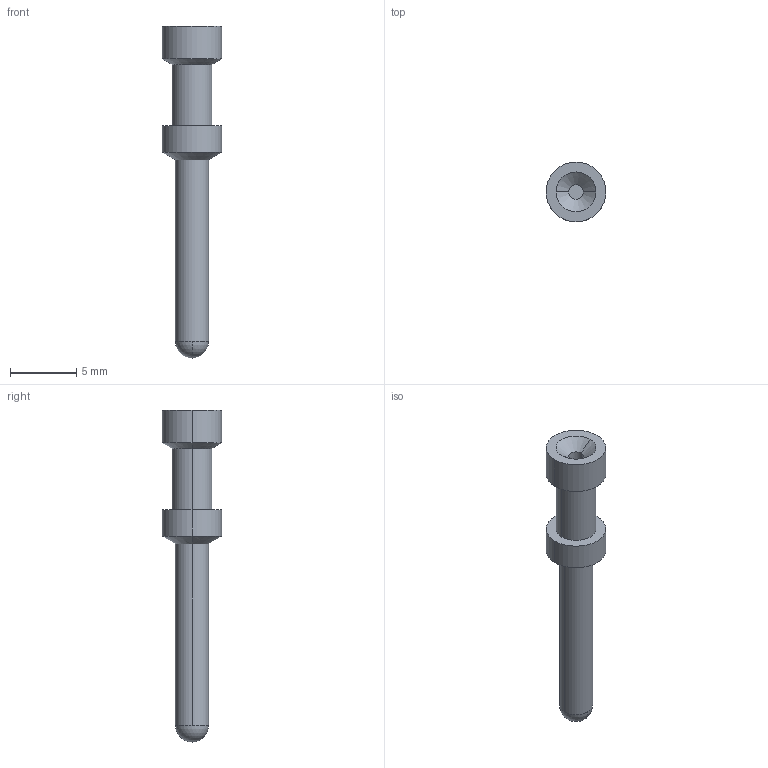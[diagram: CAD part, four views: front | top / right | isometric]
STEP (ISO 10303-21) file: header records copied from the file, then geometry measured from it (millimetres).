
FILE_DESCRIPTION(('Creo Elements/Direct Modeling STEP Export'),'2;1');
FILE_NAME('0ln7uvk48h760uh2188','2017-01-02T14:24:07',(''),(''),'PTC Creo Elements/Direct Modeling STEP processor for AP214 (Solid Model)','PTC Creo Elements/Direct Modeling 19.0E 27-Jun-2016 (C) Parametric Technology GmbH','');
FILE_SCHEMA(('AUTOMOTIVE_DESIGN { 1 0 10303 214 1 1 1 1 }'));
Length unit declared in the file: millimetre
Products named in the file (2): RCM2D_0.5
Assembly tree (1 placements, depth 2):
  RCM2D_0.5
    RCM2D_0.5
Bounding box: 4.5 x 4.5 x 25 mm (x, y, z)
Volume: 176.1 mm3; surface area: 296.4 mm2
Topology: 1 solids, 1 shells, 21 faces, 44 edges, 25 vertices
Faces by surface type: cylinder 10, cone 6, plane 3, sphere 2
Entity records: 693 total; most frequent: DIRECTION 86, ORIENTED_EDGE 84, CARTESIAN_POINT 76, EDGE_CURVE 42, AXIS2_PLACEMENT_3D 35, VERTEX_POINT 25, EDGE_LOOP 23, COLOUR_RGB 22
